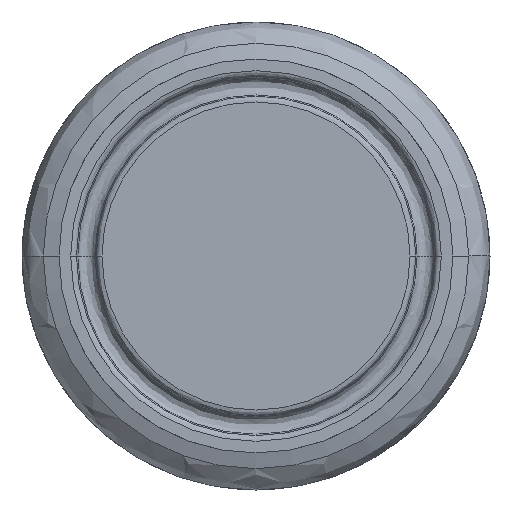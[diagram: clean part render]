
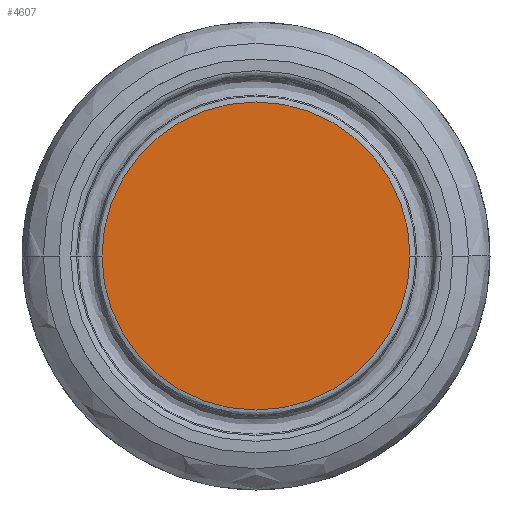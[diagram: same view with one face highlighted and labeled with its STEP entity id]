
A CAD part, front view. The second image highlights one B-rep face of the part: STEP entity #4607.
In plain terms, the highlighted free-form (B-spline) face has degree [1, 1] with [2, 2] control points.
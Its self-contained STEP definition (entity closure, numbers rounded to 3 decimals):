
#1003=CARTESIAN_POINT('',(0.,0.,0.));
#1004=DIRECTION('',(0.,-1.,0.));
#1005=DIRECTION('',(-1.,0.,0.));
#1006=AXIS2_PLACEMENT_3D('',#1003,#1004,#1005);
#1008=CARTESIAN_POINT('',(0.,0.,0.));
#1009=DIRECTION('',(0.,-1.,0.));
#1010=DIRECTION('',(1.,0.,0.));
#1011=AXIS2_PLACEMENT_3D('',#1008,#1009,#1010);
#1071=CARTESIAN_POINT('',(-19.747,0.,0.));
#1072=CARTESIAN_POINT('',(19.747,0.,0.));
#1073=VERTEX_POINT('',#1071);
#1074=VERTEX_POINT('',#1072);
#4597=CARTESIAN_POINT('',(20.537,0.,20.554));
#4598=CARTESIAN_POINT('',(20.537,0.,-20.554));
#4599=CARTESIAN_POINT('',(-20.537,0.,20.554));
#4600=CARTESIAN_POINT('',(-20.537,0.,-20.554));
#4601=B_SPLINE_SURFACE_WITH_KNOTS('',1,1,((#4597,#4598),(#4599,#4600)),
.UNSPECIFIED.,.F.,.F.,.F.,(2,2),(2,2),(-20.537,20.537),(
-20.554,20.554),.UNSPECIFIED.);
#4602=ORIENTED_EDGE('',*,*,#4587,.F.);
#4604=ORIENTED_EDGE('',*,*,#4603,.F.);
#4605=EDGE_LOOP('',(#4602,#4604));
#4606=FACE_OUTER_BOUND('',#4605,.F.);
#4607=ADVANCED_FACE('',(#4606),#4601,.T.);
#1007=CIRCLE('',#1006,19.747);
#1012=CIRCLE('',#1011,19.747);
#4587=EDGE_CURVE('',#1073,#1074,#1007,.T.);
#4603=EDGE_CURVE('',#1074,#1073,#1012,.T.);
